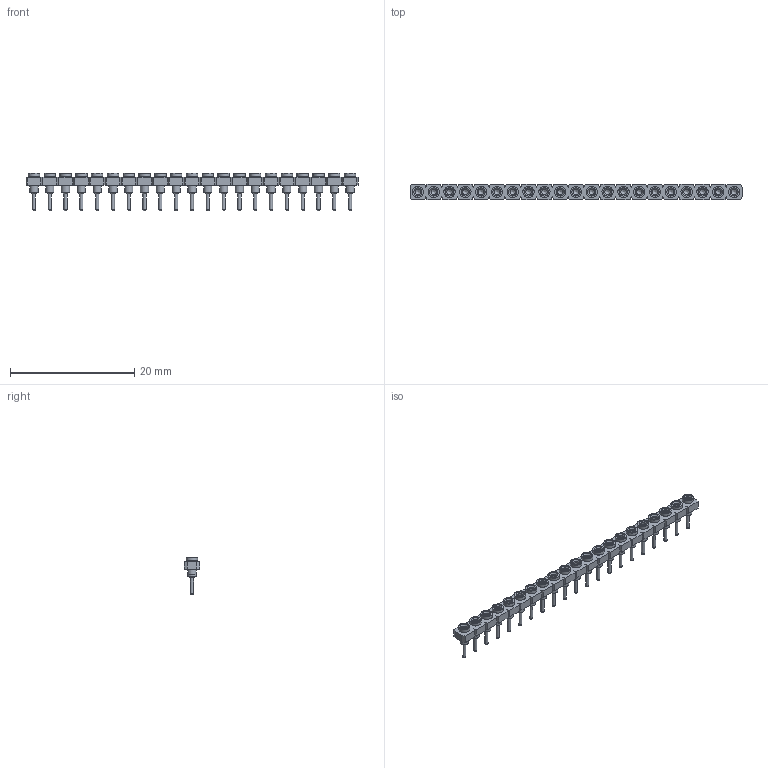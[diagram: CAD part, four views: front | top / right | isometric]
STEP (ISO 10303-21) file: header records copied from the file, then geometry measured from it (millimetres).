
FILE_DESCRIPTION(('FreeCAD Model'),'2;1');
FILE_NAME('Open CASCADE Shape Model','2025-01-11T13:33:35',(''),(''), 'Open CASCADE STEP processor 7.8','FreeCAD','Unknown');
FILE_SCHEMA(('AUTOMOTIVE_DESIGN { 1 0 10303 214 1 1 1 1 }'));
Length unit declared in the file: millimetre
Products named in the file (22): SL-121_socket; SC-4P1_pins210; SC-4P1_pins211; SC-4P1_pins212; SC-4P1_pins213; SC-4P1_pins214; SC-4P1_pins215; SC-4P1_pins216; SC-4P1_pins217; SC-4P1_pins218; SC-4P1_pins219; SC-4P1_pins220; SC-4P1_pins221; SC-4P1_pins222; SC-4P1_pins223; SC-4P1_pins224; SC-4P1_pins225; SC-4P1_pins226; SC-4P1_pins227; SC-4P1_pins228; SC-4P1_pins229; SC-4P1_pins252
Bounding box: 53.34 x 2.54 x 6.1 mm (x, y, z)
Volume: 201.8 mm3; surface area: 1192.1 mm2
Topology: 22 solids, 22 shells, 487 faces, 1077 edges, 697 vertices
Faces by surface type: plane 235, cylinder 147, cone 84, sphere 21
Full cylindrical faces by diameter (mm): 0.508 x21, 0.914 x21, 1.016 x21, 1.321 x63, 1.829 x21
Entity records: 13552 total; most frequent: CARTESIAN_POINT 2556, DIRECTION 2158, ORIENTED_EDGE 2070, EDGE_CURVE 1035, AXIS2_PLACEMENT_3D 887, VERTEX_POINT 697, FACE_BOUND 634, EDGE_LOOP 634
